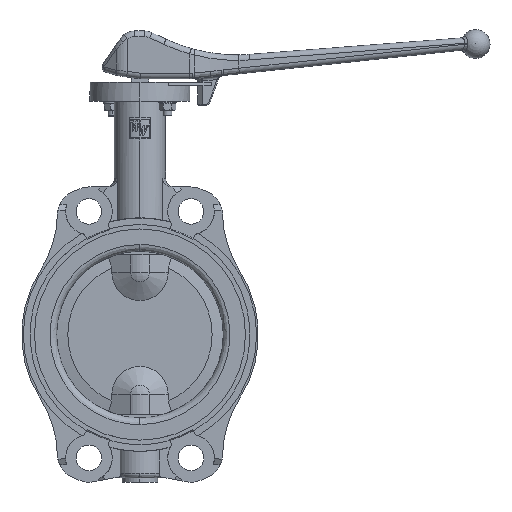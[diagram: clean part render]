
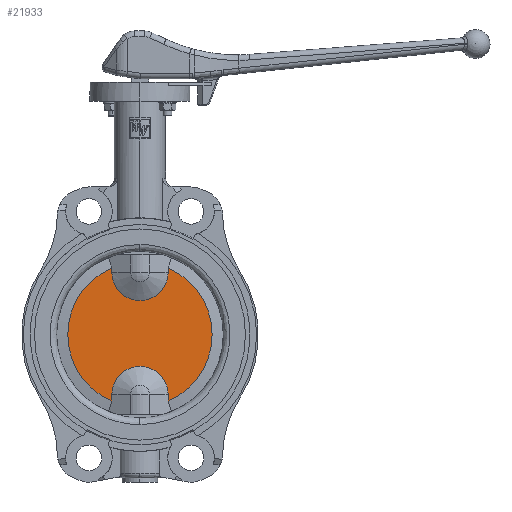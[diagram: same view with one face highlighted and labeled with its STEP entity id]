
A CAD part, top view. The second image highlights one B-rep face of the part: STEP entity #21933.
In plain terms, the highlighted planar face has unit normal (0, 0, 1).
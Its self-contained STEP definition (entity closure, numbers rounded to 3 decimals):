
#191 = DIRECTION ( 'NONE',  ( 0., -1., 0. ) ) ;
#657 = CARTESIAN_POINT ( 'NONE',  ( -25.34, 56., 5. ) ) ;
#658 = VECTOR ( 'NONE', #1667, 1000. ) ;
#1062 = CARTESIAN_POINT ( 'NONE',  ( -25.34, -54., 5. ) ) ;
#1343 = CARTESIAN_POINT ( 'NONE',  ( 25.34, 56., 5. ) ) ;
#1388 = LINE ( 'NONE', #23210, #7705 ) ;
#1667 = DIRECTION ( 'NONE',  ( 0., -1., 0. ) ) ;
#1673 = DIRECTION ( 'NONE',  ( 0., 1., 0. ) ) ;
#2076 = CARTESIAN_POINT ( 'NONE',  ( -25.34, 59.81, 5. ) ) ;
#2946 = EDGE_CURVE ( 'NONE', #15222, #4352, #3804, .T. ) ;
#3804 = LINE ( 'NONE', #6394, #25327 ) ;
#3874 = EDGE_CURVE ( 'NONE', #27385, #23831, #13163, .T. ) ;
#4320 = PLANE ( 'NONE',  #12588 ) ;
#4326 = CARTESIAN_POINT ( 'NONE',  ( 0., 0., 5. ) ) ;
#4352 = VERTEX_POINT ( 'NONE', #657 ) ;
#5325 = CARTESIAN_POINT ( 'NONE',  ( 0., 0., 5. ) ) ;
#5892 = DIRECTION ( 'NONE',  ( 0., 0., -1. ) ) ;
#6394 = CARTESIAN_POINT ( 'NONE',  ( -25.34, 56., 5. ) ) ;
#7705 = VECTOR ( 'NONE', #191, 1000. ) ;
#8301 = ORIENTED_EDGE ( 'NONE', *, *, #33749, .F. ) ;
#8305 = CARTESIAN_POINT ( 'NONE',  ( 25.34, -59.81, 5. ) ) ;
#8634 = LINE ( 'NONE', #1343, #23926 ) ;
#8637 = EDGE_CURVE ( 'NONE', #28423, #33960, #28659, .T. ) ;
#8911 = DIRECTION ( 'NONE',  ( 0., 1., 0. ) ) ;
#9845 = DIRECTION ( 'NONE',  ( -1., 0., 0. ) ) ;
#10422 = ORIENTED_EDGE ( 'NONE', *, *, #14062, .F. ) ;
#11051 = CARTESIAN_POINT ( 'NONE',  ( 25.34, -54., 5. ) ) ;
#11705 = CIRCLE ( 'NONE', #31542, 25.34 ) ;
#12224 = DIRECTION ( 'NONE',  ( 0., -1., 0. ) ) ;
#12279 = CARTESIAN_POINT ( 'NONE',  ( 0., 56., 5. ) ) ;
#12588 = AXIS2_PLACEMENT_3D ( 'NONE', #33116, #15631, #9845 ) ;
#13163 = CIRCLE ( 'NONE', #23650, 64.956 ) ;
#14062 = EDGE_CURVE ( 'NONE', #33960, #29709, #15954, .T. ) ;
#14528 = DIRECTION ( 'NONE',  ( 0., 0., 1. ) ) ;
#15199 = DIRECTION ( 'NONE',  ( 0., -1., 0. ) ) ;
#15222 = VERTEX_POINT ( 'NONE', #2076 ) ;
#15631 = DIRECTION ( 'NONE',  ( 0., 0., -1. ) ) ;
#15954 = LINE ( 'NONE', #33237, #658 ) ;
#17407 = DIRECTION ( 'NONE',  ( -1., 0., 0. ) ) ;
#18043 = DIRECTION ( 'NONE',  ( 0., 0., 1. ) ) ;
#18655 = DIRECTION ( 'NONE',  ( 0., 0., -1. ) ) ;
#19623 = CARTESIAN_POINT ( 'NONE',  ( 25.34, 59.81, 5. ) ) ;
#21226 = VERTEX_POINT ( 'NONE', #24376 ) ;
#21381 = ORIENTED_EDGE ( 'NONE', *, *, #23955, .T. ) ;
#21933 = ADVANCED_FACE ( 'NONE', ( #23319 ), #4320, .F. ) ;
#22836 = AXIS2_PLACEMENT_3D ( 'NONE', #4326, #18655, #1673 ) ;
#23210 = CARTESIAN_POINT ( 'NONE',  ( 25.34, -54., 5. ) ) ;
#23319 = FACE_OUTER_BOUND ( 'NONE', #25532, .T. ) ;
#23585 = DIRECTION ( 'NONE',  ( -1., 0., 0. ) ) ;
#23650 = AXIS2_PLACEMENT_3D ( 'NONE', #5325, #5892, #8911 ) ;
#23831 = VERTEX_POINT ( 'NONE', #8305 ) ;
#23926 = VECTOR ( 'NONE', #15199, 1000. ) ;
#23955 = EDGE_CURVE ( 'NONE', #27385, #21226, #8634, .T. ) ;
#24226 = EDGE_CURVE ( 'NONE', #28423, #23831, #1388, .T. ) ;
#24376 = CARTESIAN_POINT ( 'NONE',  ( 25.34, 56., 5. ) ) ;
#25327 = VECTOR ( 'NONE', #12224, 1000. ) ;
#25532 = EDGE_LOOP ( 'NONE', ( #26564, #21381, #8301, #32144, #32768, #10422, #28251, #34221 ) ) ;
#25690 = CARTESIAN_POINT ( 'NONE',  ( -25.34, -59.81, 5. ) ) ;
#26564 = ORIENTED_EDGE ( 'NONE', *, *, #3874, .F. ) ;
#27385 = VERTEX_POINT ( 'NONE', #19623 ) ;
#28251 = ORIENTED_EDGE ( 'NONE', *, *, #8637, .F. ) ;
#28423 = VERTEX_POINT ( 'NONE', #11051 ) ;
#28659 = CIRCLE ( 'NONE', #29976, 25.34 ) ;
#29709 = VERTEX_POINT ( 'NONE', #25690 ) ;
#29976 = AXIS2_PLACEMENT_3D ( 'NONE', #31700, #14528, #17407 ) ;
#31542 = AXIS2_PLACEMENT_3D ( 'NONE', #12279, #18043, #23585 ) ;
#31642 = EDGE_CURVE ( 'NONE', #29709, #15222, #32442, .T. ) ;
#31700 = CARTESIAN_POINT ( 'NONE',  ( 0., -54., 5. ) ) ;
#32144 = ORIENTED_EDGE ( 'NONE', *, *, #2946, .F. ) ;
#32442 = CIRCLE ( 'NONE', #22836, 64.956 ) ;
#32768 = ORIENTED_EDGE ( 'NONE', *, *, #31642, .F. ) ;
#33116 = CARTESIAN_POINT ( 'NONE',  ( -64.956, 0., 5. ) ) ;
#33237 = CARTESIAN_POINT ( 'NONE',  ( -25.34, -54., 5. ) ) ;
#33749 = EDGE_CURVE ( 'NONE', #4352, #21226, #11705, .T. ) ;
#33960 = VERTEX_POINT ( 'NONE', #1062 ) ;
#34221 = ORIENTED_EDGE ( 'NONE', *, *, #24226, .T. ) ;
